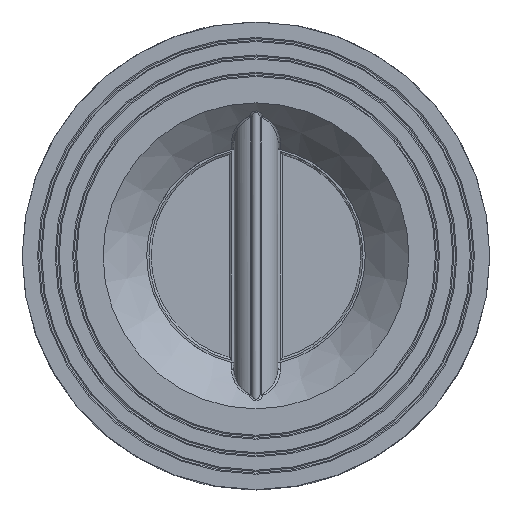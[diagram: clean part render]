
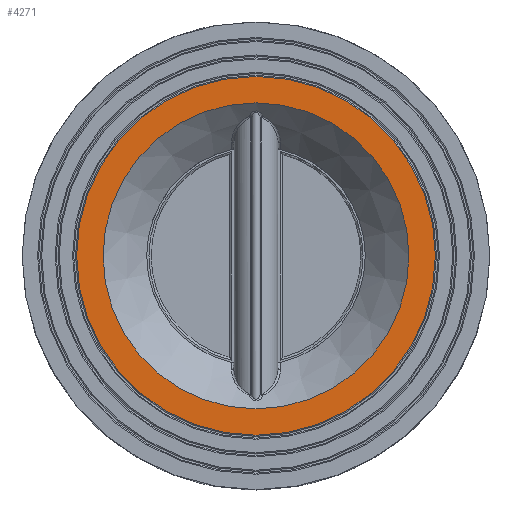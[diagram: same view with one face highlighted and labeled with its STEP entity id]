
A CAD part, top view. The second image highlights one B-rep face of the part: STEP entity #4271.
In plain terms, the highlighted face is planar.
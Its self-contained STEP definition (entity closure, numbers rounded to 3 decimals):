
#142=FACE_BOUND('',#793,.T.);
#177=PLANE('',#4617);
#294=CIRCLE('',#4613,41.039);
#298=CIRCLE('',#4618,35.);
#534=FACE_OUTER_BOUND('',#792,.T.);
#792=EDGE_LOOP('',(#2759));
#793=EDGE_LOOP('',(#2760));
#1723=VERTEX_POINT('',#6270);
#1726=VERTEX_POINT('',#6278);
#2121=EDGE_CURVE('',#1723,#1723,#294,.T.);
#2125=EDGE_CURVE('',#1726,#1726,#298,.T.);
#2759=ORIENTED_EDGE('',*,*,#2121,.F.);
#2760=ORIENTED_EDGE('',*,*,#2125,.F.);
#4271=ADVANCED_FACE('',(#534,#142),#177,.T.);
#4613=AXIS2_PLACEMENT_3D('',#6271,#5100,#5101);
#4617=AXIS2_PLACEMENT_3D('',#6277,#5108,#5109);
#4618=AXIS2_PLACEMENT_3D('',#6279,#5110,#5111);
#5100=DIRECTION('center_axis',(0.,-1.,0.));
#5101=DIRECTION('ref_axis',(0.,0.,-1.));
#5108=DIRECTION('center_axis',(0.,1.,0.));
#5109=DIRECTION('ref_axis',(0.,0.,1.));
#5110=DIRECTION('center_axis',(0.,1.,0.));
#5111=DIRECTION('ref_axis',(-1.,0.,0.));
#6270=CARTESIAN_POINT('',(0.,43.,-41.039));
#6271=CARTESIAN_POINT('Origin',(0.,43.,0.));
#6277=CARTESIAN_POINT('Origin',(0.,43.,0.));
#6278=CARTESIAN_POINT('',(35.,43.,0.));
#6279=CARTESIAN_POINT('Origin',(0.,43.,0.));
